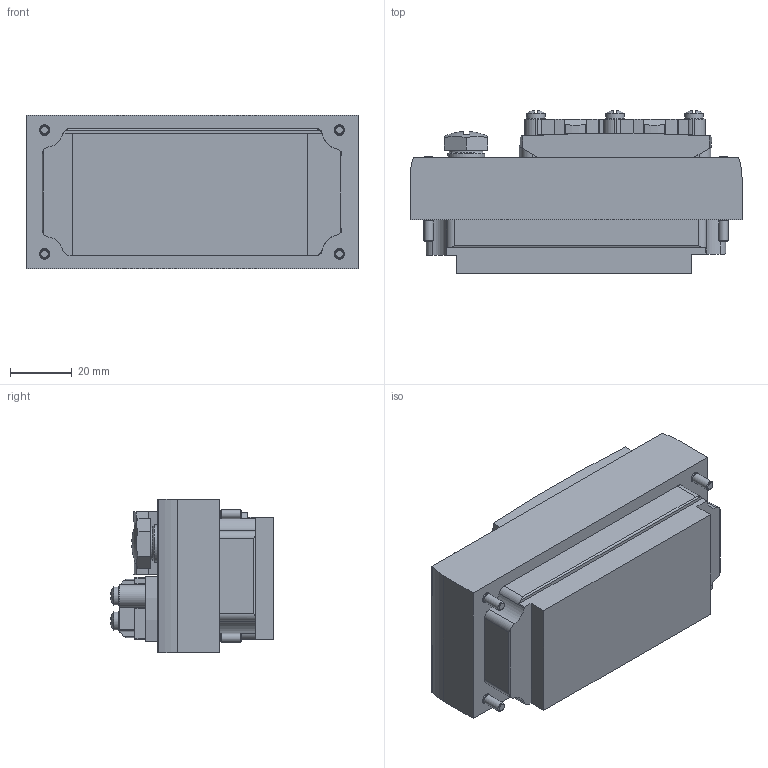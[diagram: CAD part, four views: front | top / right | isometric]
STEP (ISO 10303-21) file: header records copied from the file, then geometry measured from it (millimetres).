
FILE_DESCRIPTION(/* description */ ('STEP AP214'),/* implementation_level */ '2;1');
FILE_NAME(/* name */ '3472425_CPX-CEC-S1-V3',/* time_stamp */ '2024-08-07T19:00:24+02:00',/* author */ ('License CC BY-ND 4.0'),/* organization */ ('CADENAS'),/* preprocessor_version */ 'ST-DEVELOPER v19.3',/* originating_system */ 'PARTsolutions',/* authorisation */ ' ');
FILE_SCHEMA (('AUTOMOTIVE_DESIGN {1 0 10303 214 3 1 1}'));
Length unit declared in the file: millimetre
Products named in the file (8): 3472425 CPX-CEC-S1-V3; 3472425 CPX-CEC-S1-V3---(DE_1_0); 694472 Elektromodul---(DE_0_0); 534496 AK-RJ45; 165592 ISK-M12; 550219 CPX-M-M3X22-4X; 533334 AK-SUB-9/15-B; DIN-7500 CEM3x10-H
Assembly tree (12 placements, depth 2):
  3472425 CPX-CEC-S1-V3
    3472425 CPX-CEC-S1-V3---(DE_1_0)
    694472 Elektromodul---(DE_0_0)
    534496 AK-RJ45  x2
    165592 ISK-M12
    550219 CPX-M-M3X22-4X  x4
    533334 AK-SUB-9/15-B
    DIN-7500 CEM3x10-H  x2
Bounding box: 107.3 x 52.7 x 49.7 mm (x, y, z)
Volume: 157415.9 mm3; surface area: 48376.3 mm2
Topology: 12 solids, 16 shells, 651 faces, 1626 edges, 1059 vertices
Faces by surface type: plane 330, cylinder 232, cone 58, torus 24, sphere 7
Full cylindrical faces by diameter (mm): 1.5 x5, 2.6 x4, 2.693 x2, 2.7 x2, 2.8 x4, 3 x18, 3.4 x10, 4.05 x6, 5.6 x6, 6 x4, 6.4 x2, 7.5 x4, 8.6 x1, 10.106 x1, 10.3 x1, 10.773 x1, 12 x1, 12.5 x1
Entity records: 12367 total; most frequent: CARTESIAN_POINT 2250, DIRECTION 2125, ORIENTED_EDGE 1900, EDGE_CURVE 950, AXIS2_PLACEMENT_3D 800, VERTEX_POINT 673, EDGE_LOOP 561, FACE_BOUND 561
